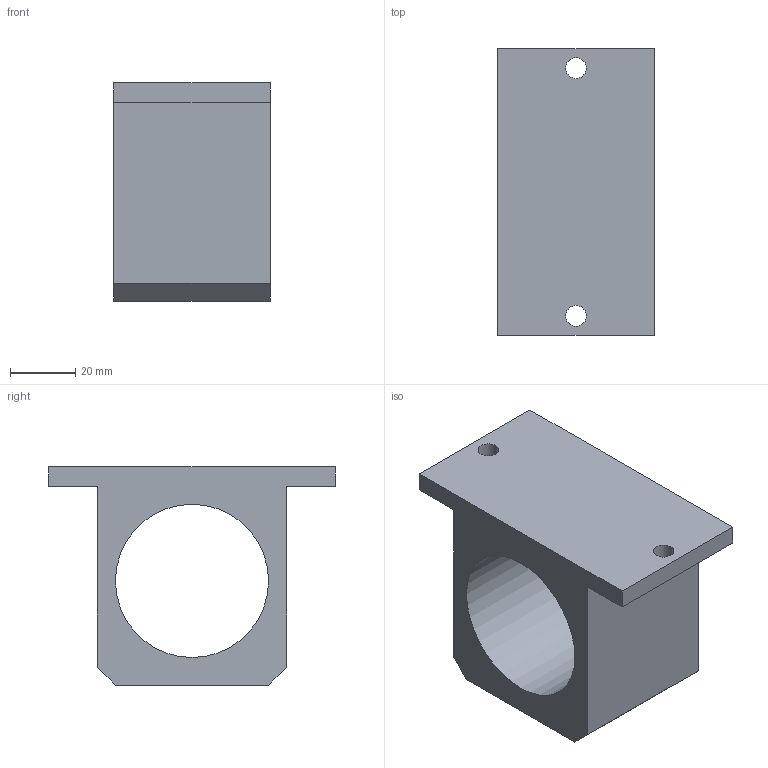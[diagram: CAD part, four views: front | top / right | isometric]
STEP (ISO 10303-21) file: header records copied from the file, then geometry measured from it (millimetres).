
FILE_DESCRIPTION( ( 'STEP AP214' ), '1' );
FILE_NAME( 'SLGS-30.stp', '2010-01-20T15:27:28', ( ' ' ), ( ' ' ), 'XStep 1.0', ' ', ' ' );
FILE_SCHEMA( ( 'CONFIG_CONTROL_DESIGN) ( )' ) );
Length unit declared in the file: metre
Products named in the file (1): 1
Bounding box: 48 x 88 x 67 mm (x, y, z)
Volume: 110052.6 mm3; surface area: 26372.3 mm2
Topology: 1 solids, 1 shells, 15 faces, 42 edges, 29 vertices
Faces by surface type: plane 12, cylinder 3
Full cylindrical faces by diameter (mm): 6.4 x2, 47 x1
Entity records: 592 total; most frequent: CARTESIAN_POINT 78, DIRECTION 74, ORIENTED_EDGE 72, EDGE_CURVE 36, LINE 30, VECTOR 30, VERTEX_POINT 26, EDGE_LOOP 24
